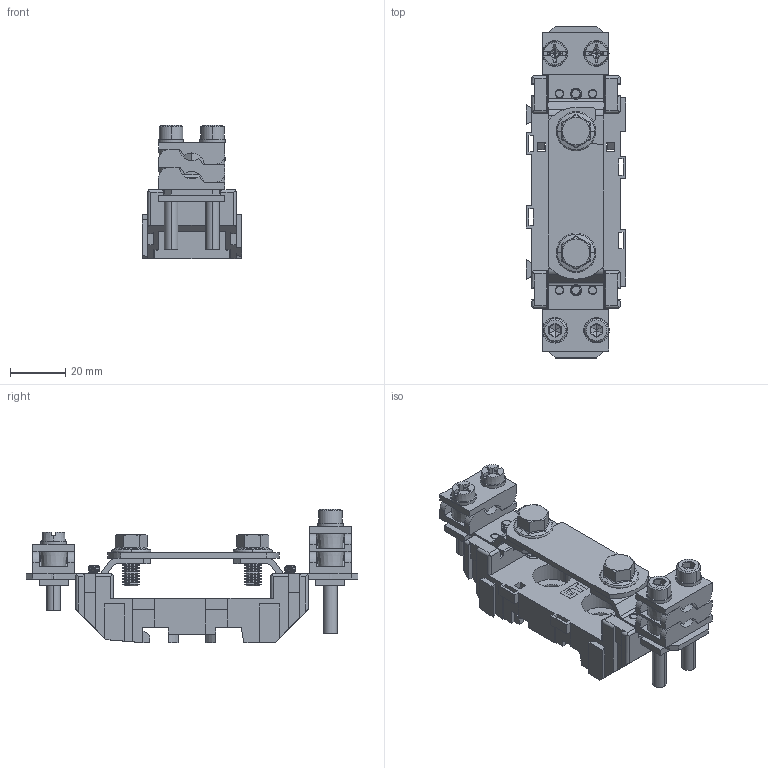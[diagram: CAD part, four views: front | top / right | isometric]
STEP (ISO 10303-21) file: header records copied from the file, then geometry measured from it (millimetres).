
FILE_DESCRIPTION((''),'2;1');
FILE_NAME('001701150_PLNS_00N_A_ASM','2023-10-26T13:13:39',('klemen.sitar'),('Audax d.o.o.'),'CREO PARAMETRIC BY PTC INC, 2021304','CREO PARAMETRIC BY PTC INC, 2021304','');
FILE_SCHEMA(('AP242_MANAGED_MODEL_BASED_3D_ENGINEERING_MIM_LF { 1 0 10303 442 1 1 4 }'));
Products named in the file (31): FILLET1_1_1; BOSS-EXTRUDE1_3__1_1; BOSS-EXTRUDE1_1__1_1; CHAMFER5_1_1; BOSS-EXTRUDE1_2__1_1; BOSS-EXTRUDE1_4__1_1; FILLET4_1_1; FILLET3_1_1; FILLET2_1_1; PODNOZJE_NP-00_0P2505_ASM_1_ASM_ASM; VIJAK_M4X12_DIN_912_1_1; ETI_LOGO_9_9X5_78MM_1_1; ETI_LOGO_9_9X5_78MM_1_2; ETI_LOGO_9_9X5_78MM_1_3; ETI_LOGO_9_9X5_78MM_1_ASM; 0000046581_1_1_1_1; 0000046569_1_1_1_1; 0000046567_1_1_1_1_1; 0000046566_1_1_1_1_1; 0000046581_1_1_1_1_1; P00_T_ASM; 0000046567_1_1_2_3_1_1_1_1; 0000046566_1_1_2_3_1_1_1_1; 0000046594_1_1_1_1_1_1; 0000046581_1_1_2_3_1_1_1_1; 0000046592_1_1_1_1_1_1; 2P00_T_ASM; NUL_VOD_RASTAVLJIVI_SREDNJI_1; NUL_VOD_RASTAVLJIVI_1; HEX_FLANGE_BOLT_DIN_DIN_6921_-_; 001701150_PLNS_00N_A_ASM
Assembly tree (39 placements, depth 3):
  001701150_PLNS_00N_A_ASM
    PODNOZJE_NP-00_0P2505_ASM_1_ASM_ASM
      FILLET1_1_1
      BOSS-EXTRUDE1_3__1_1
      BOSS-EXTRUDE1_1__1_1
      CHAMFER5_1_1
      BOSS-EXTRUDE1_2__1_1
      BOSS-EXTRUDE1_4__1_1
      FILLET4_1_1
      FILLET3_1_1
      FILLET2_1_1
    VIJAK_M4X12_DIN_912_1_1  x2
    ETI_LOGO_9_9X5_78MM_1_ASM
      ETI_LOGO_9_9X5_78MM_1_1
      ETI_LOGO_9_9X5_78MM_1_2
      ETI_LOGO_9_9X5_78MM_1_3
    P00_T_ASM
      0000046581_1_1_1_1  x2
      0000046569_1_1_1_1  x2
      0000046567_1_1_1_1_1  x2
      0000046566_1_1_1_1_1
      0000046581_1_1_1_1_1
    2P00_T_ASM
      0000046567_1_1_2_3_1_1_1_1  x2
      0000046566_1_1_2_3_1_1_1_1
      0000046594_1_1_1_1_1_1
      0000046581_1_1_2_3_1_1_1_1  x2
      0000046592_1_1_1_1_1_1  x2
    NUL_VOD_RASTAVLJIVI_SREDNJI_1
    NUL_VOD_RASTAVLJIVI_1  x2
    HEX_FLANGE_BOLT_DIN_DIN_6921_-_  x2
Bounding box: 36 x 120 x 48.2 mm (x, y, z)
Volume: 41158.7 mm3; surface area: 42292.8 mm2
Topology: 35 solids, 43 shells, 1195 faces, 3165 edges, 2047 vertices
Faces by surface type: plane 638, cylinder 361, cone 148, torus 24, bspline 24
Entity records: 79417 total; most frequent: CARTESIAN_POINT 44224, DIRECTION 4790, ORIENTED_EDGE 4644, PRESENTATION_STYLE_ASSIGNMENT 2378, STYLED_ITEM 2378, EDGE_CURVE 2334, CURVE_STYLE 2072, AXIS2_PLACEMENT_3D 1623
